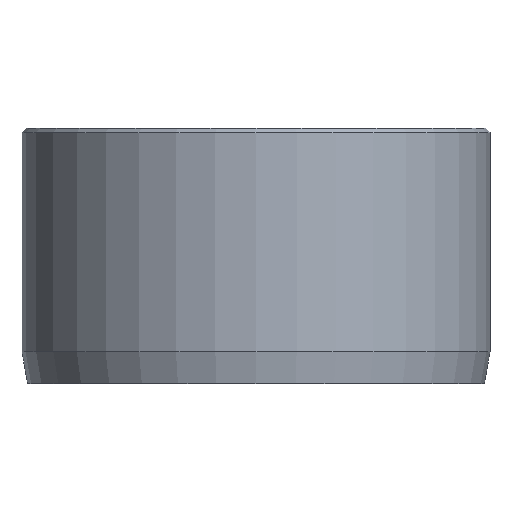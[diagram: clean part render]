
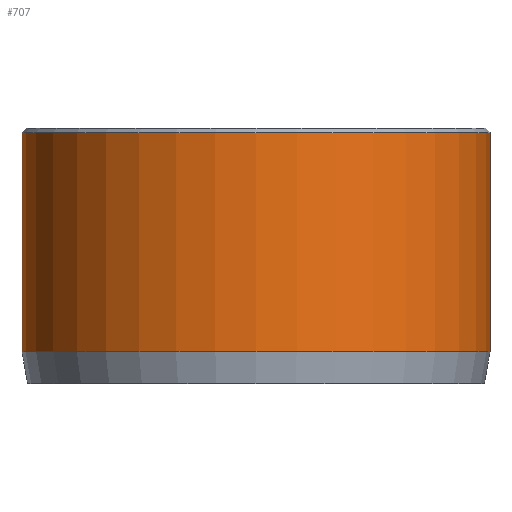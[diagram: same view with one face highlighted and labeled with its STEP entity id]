
A CAD part, front view. The second image highlights one B-rep face of the part: STEP entity #707.
In plain terms, the highlighted cylindrical face has radius 11 mm (diameter 22 mm), a partial arc.
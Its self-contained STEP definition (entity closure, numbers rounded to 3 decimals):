
#17 = VECTOR ( 'NONE', #220, 1000. ) ;
#57 = VERTEX_POINT ( 'NONE', #196 ) ;
#105 = CARTESIAN_POINT ( 'NONE',  ( 11., 0., 1.5 ) ) ;
#106 = CARTESIAN_POINT ( 'NONE',  ( 11., 0., 12. ) ) ;
#108 = CIRCLE ( 'NONE', #163, 11. ) ;
#152 = CARTESIAN_POINT ( 'NONE',  ( -11., 0., 11.8 ) ) ;
#162 = CARTESIAN_POINT ( 'NONE',  ( 0., 0., 11.8 ) ) ;
#163 = AXIS2_PLACEMENT_3D ( 'NONE', #833, #267, #939 ) ;
#180 = EDGE_CURVE ( 'NONE', #57, #232, #1169, .T. ) ;
#196 = CARTESIAN_POINT ( 'NONE',  ( 11., 0., 11.8 ) ) ;
#220 = DIRECTION ( 'NONE',  ( 0., 0., -1. ) ) ;
#232 = VERTEX_POINT ( 'NONE', #105 ) ;
#264 = DIRECTION ( 'NONE',  ( 1., 0., 0. ) ) ;
#267 = DIRECTION ( 'NONE',  ( 0., 0., 1. ) ) ;
#268 = CARTESIAN_POINT ( 'NONE',  ( 0., 0., 12. ) ) ;
#346 = AXIS2_PLACEMENT_3D ( 'NONE', #162, #830, #264 ) ;
#382 = EDGE_CURVE ( 'NONE', #1068, #996, #769, .T. ) ;
#459 = DIRECTION ( 'NONE',  ( 0., 0., -1. ) ) ;
#521 = ORIENTED_EDGE ( 'NONE', *, *, #1123, .T. ) ;
#552 = ORIENTED_EDGE ( 'NONE', *, *, #382, .T. ) ;
#671 = EDGE_CURVE ( 'NONE', #57, #1068, #1098, .T. ) ;
#707 = ADVANCED_FACE ( 'NONE', ( #1045 ), #1233, .T. ) ;
#722 = AXIS2_PLACEMENT_3D ( 'NONE', #268, #941, #835 ) ;
#769 = LINE ( 'NONE', #888, #17 ) ;
#773 = EDGE_LOOP ( 'NONE', ( #901, #792, #552, #521 ) ) ;
#792 = ORIENTED_EDGE ( 'NONE', *, *, #671, .T. ) ;
#830 = DIRECTION ( 'NONE',  ( 0., 0., -1. ) ) ;
#833 = CARTESIAN_POINT ( 'NONE',  ( 0., 0., 1.5 ) ) ;
#835 = DIRECTION ( 'NONE',  ( -1., 0., 0. ) ) ;
#888 = CARTESIAN_POINT ( 'NONE',  ( -11., 0., 12. ) ) ;
#901 = ORIENTED_EDGE ( 'NONE', *, *, #180, .F. ) ;
#915 = VECTOR ( 'NONE', #459, 1000. ) ;
#939 = DIRECTION ( 'NONE',  ( 1., 0., 0. ) ) ;
#941 = DIRECTION ( 'NONE',  ( 0., 0., -1. ) ) ;
#996 = VERTEX_POINT ( 'NONE', #1145 ) ;
#1045 = FACE_OUTER_BOUND ( 'NONE', #773, .T. ) ;
#1068 = VERTEX_POINT ( 'NONE', #152 ) ;
#1098 = CIRCLE ( 'NONE', #346, 11. ) ;
#1123 = EDGE_CURVE ( 'NONE', #996, #232, #108, .T. ) ;
#1145 = CARTESIAN_POINT ( 'NONE',  ( -11., 0., 1.5 ) ) ;
#1169 = LINE ( 'NONE', #106, #915 ) ;
#1233 = CYLINDRICAL_SURFACE ( 'NONE', #722, 11. ) ;
